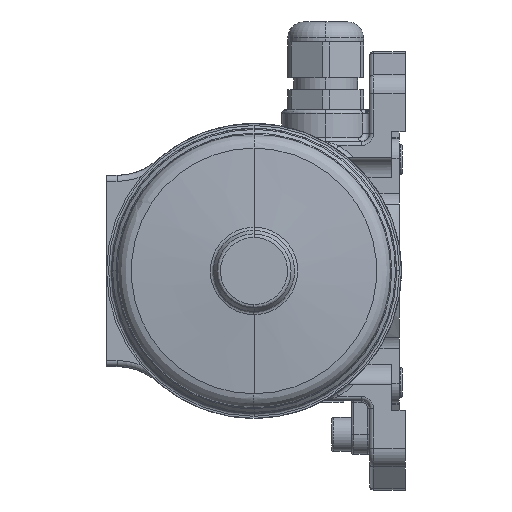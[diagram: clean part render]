
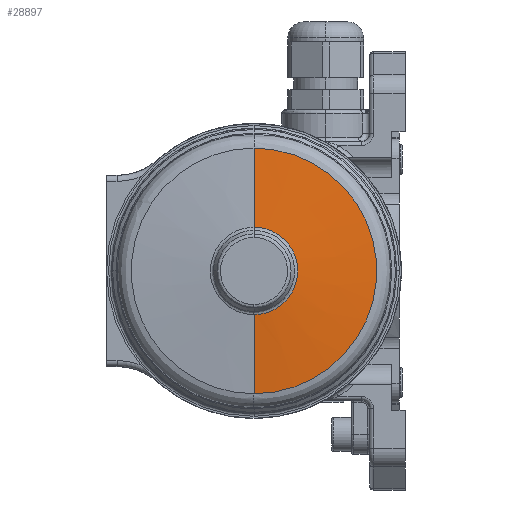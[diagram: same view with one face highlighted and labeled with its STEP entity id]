
A CAD part, left-side view. The second image highlights one B-rep face of the part: STEP entity #28897.
In plain terms, the highlighted conical face has half-angle 85 degrees and reference radius 30.831 mm.
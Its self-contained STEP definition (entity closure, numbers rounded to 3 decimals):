
#8829 = VERTEX_POINT ( 'NONE', #31212 ) ;
#8834 = EDGE_CURVE ( 'NONE', #8829, #9436, #31223, .T. ) ;
#9184 = EDGE_CURVE ( 'NONE', #8829, #9456, #31343, .T. ) ;
#9436 = VERTEX_POINT ( 'NONE', #31407 ) ;
#9456 = VERTEX_POINT ( 'NONE', #31372 ) ;
#28897 = ADVANCED_FACE ( 'NONE', ( #35540 ), #35535, .T. ) ;
#28905 = EDGE_CURVE ( 'NONE', #9456, #28909, #35684, .T. ) ;
#28909 = VERTEX_POINT ( 'NONE', #35690 ) ;
#28925 = EDGE_CURVE ( 'NONE', #28909, #31005, #35704, .T. ) ;
#30993 = ORIENTED_EDGE ( 'NONE', *, *, #8834, .F. ) ;
#30997 = ORIENTED_EDGE ( 'NONE', *, *, #28905, .T. ) ;
#30999 = ORIENTED_EDGE ( 'NONE', *, *, #28925, .T. ) ;
#31000 = ORIENTED_EDGE ( 'NONE', *, *, #35621, .T. ) ;
#31002 = VERTEX_POINT ( 'NONE', #35798 ) ;
#31003 = ORIENTED_EDGE ( 'NONE', *, *, #31004, .T. ) ;
#31004 = EDGE_CURVE ( 'NONE', #31005, #31002, #35858, .T. ) ;
#31005 = VERTEX_POINT ( 'NONE', #35802 ) ;
#31011 = EDGE_LOOP ( 'NONE', ( #35599, #30997, #30999, #31003, #31000, #30993 ) ) ;
#31205 = CARTESIAN_POINT ( 'NONE',  ( -75.955, 0., 0. ) ) ;
#31211 = AXIS2_PLACEMENT_3D ( 'NONE', #31205, #31254, #31252 ) ;
#31212 = CARTESIAN_POINT ( 'NONE',  ( -75.955, -0.006, 10.962 ) ) ;
#31223 = CIRCLE ( 'NONE', #31211, 10.962 ) ;
#31252 = DIRECTION ( 'NONE',  ( 0., 0., -1. ) ) ;
#31254 = DIRECTION ( 'NONE',  ( -1., 0., 0. ) ) ;
#31340 = CARTESIAN_POINT ( 'NONE',  ( -75.955, -1.44, 10.961 ) ) ;
#31341 = CARTESIAN_POINT ( 'NONE',  ( -75.955, -0.006, 10.962 ) ) ;
#31343 = B_SPLINE_CURVE_WITH_KNOTS ( 'NONE', 3,
 ( #31341, #31340, #31402, #31401, #31400, #31399, #31398, #31397, #31396, #31395, #31394, #31393, #31392, #31391, #31390, #31389, #31388, #31387 ),
 .UNSPECIFIED., .F., .F.,
 ( 4, 2, 2, 2, 2, 2, 2, 2, 4 ),
 ( 0., 0.125, 0.25, 0.375, 0.5, 0.625, 0.75, 0.875, 1. ),
 .UNSPECIFIED. ) ;
#31372 = CARTESIAN_POINT ( 'NONE',  ( -75.955, 0., -10.962 ) ) ;
#31387 = CARTESIAN_POINT ( 'NONE',  ( -75.955, 0., -10.962 ) ) ;
#31388 = CARTESIAN_POINT ( 'NONE',  ( -75.955, -1.435, -10.962 ) ) ;
#31389 = CARTESIAN_POINT ( 'NONE',  ( -75.955, -2.869, -10.677 ) ) ;
#31390 = CARTESIAN_POINT ( 'NONE',  ( -75.955, -5.52, -9.579 ) ) ;
#31391 = CARTESIAN_POINT ( 'NONE',  ( -75.955, -6.736, -8.767 ) ) ;
#31392 = CARTESIAN_POINT ( 'NONE',  ( -75.955, -8.765, -6.738 ) ) ;
#31393 = CARTESIAN_POINT ( 'NONE',  ( -75.955, -9.577, -5.522 ) ) ;
#31394 = CARTESIAN_POINT ( 'NONE',  ( -75.955, -10.676, -2.872 ) ) ;
#31395 = CARTESIAN_POINT ( 'NONE',  ( -75.955, -10.962, -1.438 ) ) ;
#31396 = CARTESIAN_POINT ( 'NONE',  ( -75.955, -10.962, 1.432 ) ) ;
#31397 = CARTESIAN_POINT ( 'NONE',  ( -75.955, -10.678, 2.866 ) ) ;
#31398 = CARTESIAN_POINT ( 'NONE',  ( -75.955, -9.58, 5.517 ) ) ;
#31399 = CARTESIAN_POINT ( 'NONE',  ( -75.955, -8.768, 6.733 ) ) ;
#31400 = CARTESIAN_POINT ( 'NONE',  ( -75.955, -6.74, 8.763 ) ) ;
#31401 = CARTESIAN_POINT ( 'NONE',  ( -75.955, -5.525, 9.576 ) ) ;
#31402 = CARTESIAN_POINT ( 'NONE',  ( -75.955, -2.874, 10.675 ) ) ;
#31407 = CARTESIAN_POINT ( 'NONE',  ( -75.955, 0., 10.962 ) ) ;
#35488 = AXIS2_PLACEMENT_3D ( 'NONE', #35545, #35524, #35523 ) ;
#35523 = DIRECTION ( 'NONE',  ( 0., 0., -1. ) ) ;
#35524 = DIRECTION ( 'NONE',  ( 1., 0., 0. ) ) ;
#35535 = CONICAL_SURFACE ( 'NONE', #35488, 30.831, 1.484 ) ;
#35540 = FACE_OUTER_BOUND ( 'NONE', #31011, .T. ) ;
#35545 = CARTESIAN_POINT ( 'NONE',  ( -74.216, 0., 0. ) ) ;
#35599 = ORIENTED_EDGE ( 'NONE', *, *, #9184, .T. ) ;
#35621 = EDGE_CURVE ( 'NONE', #31002, #9436, #36897, .T. ) ;
#35681 = DIRECTION ( 'NONE',  ( 0.087, 0., -0.996 ) ) ;
#35682 = VECTOR ( 'NONE', #35681, 1000. ) ;
#35683 = CARTESIAN_POINT ( 'NONE',  ( -74.216, 0., -30.831 ) ) ;
#35684 = LINE ( 'NONE', #35683, #35682 ) ;
#35690 = CARTESIAN_POINT ( 'NONE',  ( -74.216, 0., -30.831 ) ) ;
#35692 = CARTESIAN_POINT ( 'NONE',  ( -74.216, -23.225, -20.377 ) ) ;
#35693 = CARTESIAN_POINT ( 'NONE',  ( -74.216, -20.371, -23.23 ) ) ;
#35694 = CARTESIAN_POINT ( 'NONE',  ( -74.216, -18.804, -24.516 ) ) ;
#35695 = CARTESIAN_POINT ( 'NONE',  ( -74.216, -15.449, -26.758 ) ) ;
#35697 = CARTESIAN_POINT ( 'NONE',  ( -74.216, -13.661, -27.713 ) ) ;
#35698 = CARTESIAN_POINT ( 'NONE',  ( -74.216, -9.933, -29.257 ) ) ;
#35699 = CARTESIAN_POINT ( 'NONE',  ( -74.216, -7.993, -29.845 ) ) ;
#35700 = CARTESIAN_POINT ( 'NONE',  ( -74.216, -4.035, -30.633 ) ) ;
#35701 = CARTESIAN_POINT ( 'NONE',  ( -74.216, -2.018, -30.831 ) ) ;
#35702 = CARTESIAN_POINT ( 'NONE',  ( -74.216, 0., -30.831 ) ) ;
#35704 = B_SPLINE_CURVE_WITH_KNOTS ( 'NONE', 3,
 ( #35702, #35701, #35700, #35699, #35698, #35697, #35695, #35694, #35693, #35692, #35765, #35764, #35763, #35762, #35761, #35760, #35759, #35758, #35757, #35756, #35755, #35754, #35753, #35752, #35751, #35750, #35749, #35748, #35747, #35746, #35745, #35744, #35743, #35742 ),
 .UNSPECIFIED., .F., .F.,
 ( 4, 2, 2, 2, 2, 2, 2, 2, 2, 2, 2, 2, 2, 2, 2, 2, 4 ),
 ( 0., 0.062, 0.125, 0.188, 0.25, 0.313, 0.375, 0.438, 0.5, 0.563, 0.625, 0.688, 0.75, 0.813, 0.875, 0.937, 1. ),
 .UNSPECIFIED. ) ;
#35742 = CARTESIAN_POINT ( 'NONE',  ( -74.216, -0.016, 30.831 ) ) ;
#35743 = CARTESIAN_POINT ( 'NONE',  ( -74.216, -2.034, 30.83 ) ) ;
#35744 = CARTESIAN_POINT ( 'NONE',  ( -74.216, -4.051, 30.63 ) ) ;
#35745 = CARTESIAN_POINT ( 'NONE',  ( -74.216, -8.008, 29.841 ) ) ;
#35746 = CARTESIAN_POINT ( 'NONE',  ( -74.216, -9.948, 29.252 ) ) ;
#35747 = CARTESIAN_POINT ( 'NONE',  ( -74.216, -13.675, 27.706 ) ) ;
#35748 = CARTESIAN_POINT ( 'NONE',  ( -74.216, -15.463, 26.749 ) ) ;
#35749 = CARTESIAN_POINT ( 'NONE',  ( -74.216, -18.817, 24.506 ) ) ;
#35750 = CARTESIAN_POINT ( 'NONE',  ( -74.216, -20.383, 23.22 ) ) ;
#35751 = CARTESIAN_POINT ( 'NONE',  ( -74.216, -23.236, 20.365 ) ) ;
#35752 = CARTESIAN_POINT ( 'NONE',  ( -74.216, -24.521, 18.798 ) ) ;
#35753 = CARTESIAN_POINT ( 'NONE',  ( -74.216, -26.762, 15.442 ) ) ;
#35754 = CARTESIAN_POINT ( 'NONE',  ( -74.216, -27.717, 13.653 ) ) ;
#35755 = CARTESIAN_POINT ( 'NONE',  ( -74.216, -29.26, 9.925 ) ) ;
#35756 = CARTESIAN_POINT ( 'NONE',  ( -74.216, -29.848, 7.985 ) ) ;
#35757 = CARTESIAN_POINT ( 'NONE',  ( -74.216, -30.634, 4.027 ) ) ;
#35758 = CARTESIAN_POINT ( 'NONE',  ( -74.216, -30.832, 2.009 ) ) ;
#35759 = CARTESIAN_POINT ( 'NONE',  ( -74.216, -30.831, -2.026 ) ) ;
#35760 = CARTESIAN_POINT ( 'NONE',  ( -74.216, -30.631, -4.043 ) ) ;
#35761 = CARTESIAN_POINT ( 'NONE',  ( -74.216, -29.843, -8.001 ) ) ;
#35762 = CARTESIAN_POINT ( 'NONE',  ( -74.216, -29.254, -9.94 ) ) ;
#35763 = CARTESIAN_POINT ( 'NONE',  ( -74.216, -27.71, -13.668 ) ) ;
#35764 = CARTESIAN_POINT ( 'NONE',  ( -74.216, -26.754, -15.456 ) ) ;
#35765 = CARTESIAN_POINT ( 'NONE',  ( -74.216, -24.511, -18.81 ) ) ;
#35797 = AXIS2_PLACEMENT_3D ( 'NONE', #35856, #35855, #35854 ) ;
#35798 = CARTESIAN_POINT ( 'NONE',  ( -74.216, 0., 30.831 ) ) ;
#35802 = CARTESIAN_POINT ( 'NONE',  ( -74.216, -0.016, 30.831 ) ) ;
#35854 = DIRECTION ( 'NONE',  ( 0., 0., -1. ) ) ;
#35855 = DIRECTION ( 'NONE',  ( -1., 0., 0. ) ) ;
#35856 = CARTESIAN_POINT ( 'NONE',  ( -74.216, 0., 0. ) ) ;
#35858 = CIRCLE ( 'NONE', #35797, 30.831 ) ;
#36892 = DIRECTION ( 'NONE',  ( -0.087, 0., -0.996 ) ) ;
#36893 = VECTOR ( 'NONE', #36892, 1000. ) ;
#36894 = CARTESIAN_POINT ( 'NONE',  ( -74.216, 0., 30.831 ) ) ;
#36897 = LINE ( 'NONE', #36894, #36893 ) ;
